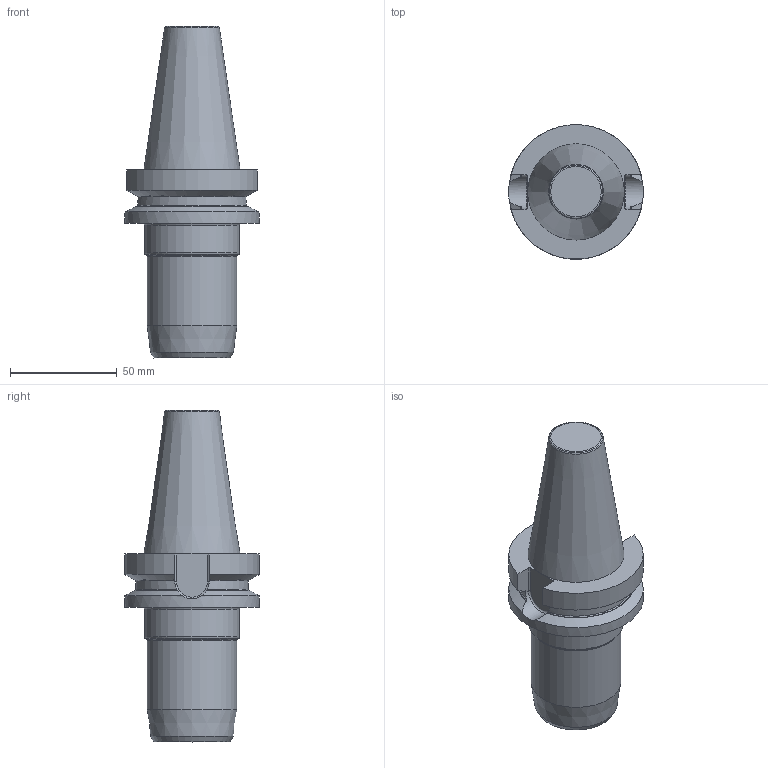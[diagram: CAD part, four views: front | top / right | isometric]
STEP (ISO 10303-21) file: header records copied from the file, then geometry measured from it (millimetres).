
FILE_DESCRIPTION(/* description */ (''),/* implementation_level */ '2;1');
FILE_NAME(/* name */ 'BT40ADB-HC20-090_Basic.stp',/* time_stamp */ '2022-04-07T15:31:31+05:00',/* author */ (''),/* organization */ (''),/* preprocessor_version */ 'ST-DEVELOPER v16.7',/* originating_system */ 'SIEMENS PLM Software NX 12.0',/* authorisation */ '');
FILE_SCHEMA (('AUTOMOTIVE_DESIGN { 1 0 10303 214 3 1 1 1 }'));
Length unit declared in the file: millimetre
Products named in the file (1): inpu70180D68ygju
Bounding box: 63 x 63 x 155.4 mm (x, y, z)
Volume: 206036.6 mm3; surface area: 29690.9 mm2
Topology: 1 solids, 1 shells, 51 faces, 130 edges, 87 vertices
Faces by surface type: plane 15, cylinder 14, torus 14, cone 8
Full cylindrical faces by diameter (mm): 20 x1, 42 x1, 44.5 x1, 63 x1
Entity records: 1585 total; most frequent: CARTESIAN_POINT 402, DIRECTION 242, ORIENTED_EDGE 210, EDGE_CURVE 105, AXIS2_PLACEMENT_3D 104, VERTEX_POINT 75, EDGE_LOOP 70, ADVANCED_FACE 51
